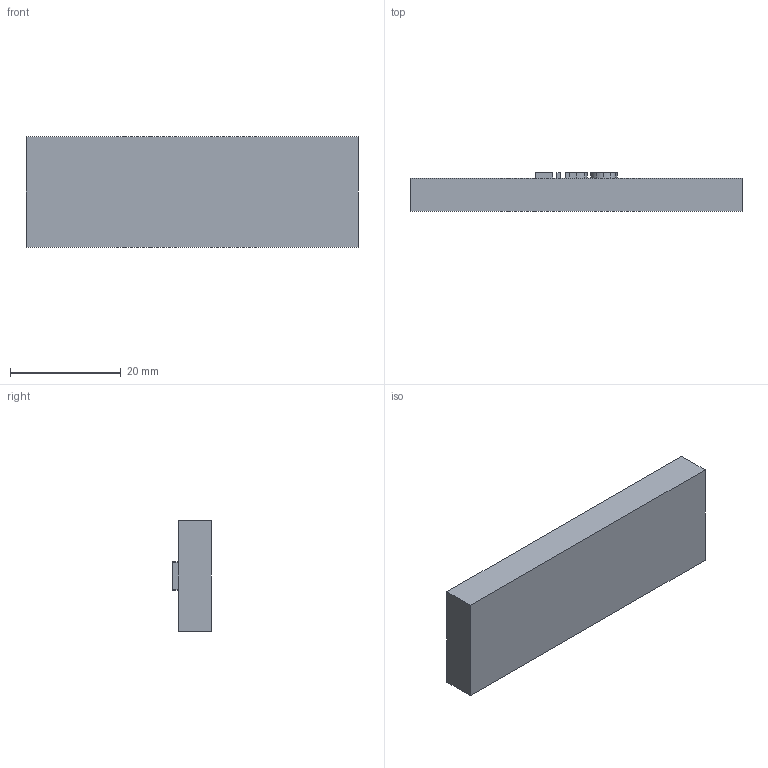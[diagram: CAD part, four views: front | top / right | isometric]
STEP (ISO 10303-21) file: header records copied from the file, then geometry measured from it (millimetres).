
FILE_DESCRIPTION(/* description */ (''),/* implementation_level */ '2;1');
FILE_NAME(/* name */ 'Lipo 602006 v1.step',/* time_stamp */ '2024-11-24T19:54:34Z',/* author */ (''),/* organization */ (''),/* preprocessor_version */ 'ST-DEVELOPER v20',/* originating_system */ 'Autodesk Translation Framework v13.20.0.188',/* authorisation */ '');
FILE_SCHEMA (('AUTOMOTIVE_DESIGN { 1 0 10303 214 3 1 1 }'));
Length unit declared in the file: millimetre
Products named in the file (1): Lipo 602006
Bounding box: 60 x 7 x 20 mm (x, y, z)
Volume: 7223.7 mm3; surface area: 3439.2 mm2
Topology: 1 solids, 1 shells, 66 faces, 171 edges, 114 vertices
Faces by surface type: plane 35, bspline 31
Entity records: 2318 total; most frequent: CARTESIAN_POINT 879, ORIENTED_EDGE 342, DIRECTION 181, EDGE_CURVE 171, VERTEX_POINT 114, LINE 109, VECTOR 109, EDGE_LOOP 73
